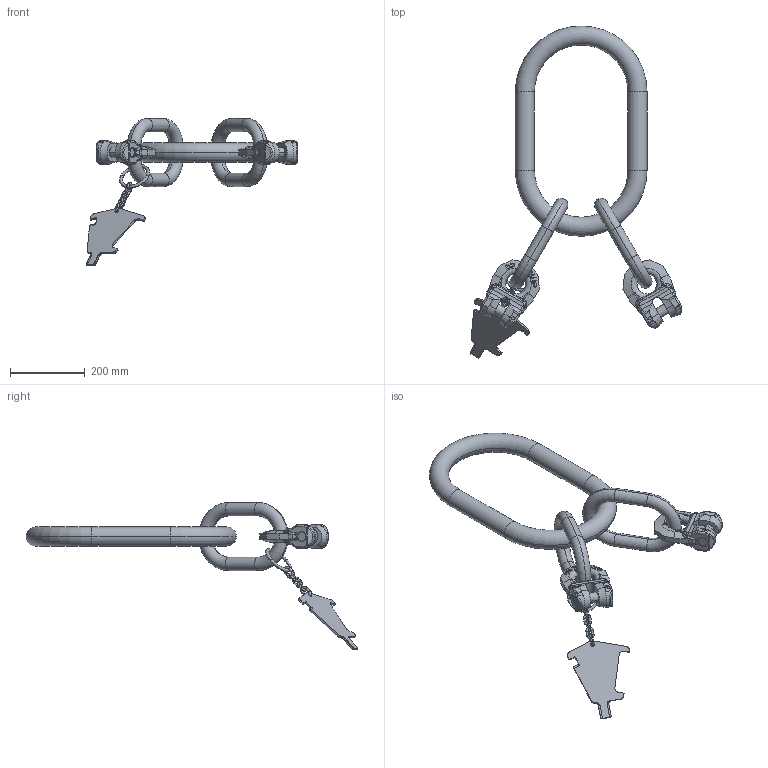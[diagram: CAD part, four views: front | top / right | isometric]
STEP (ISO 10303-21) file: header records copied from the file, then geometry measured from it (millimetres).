
FILE_DESCRIPTION((''),'2;1');
FILE_NAME('001-M32395-P-5_ASM','2014-10-24T',('Andreas.Wendler'),(''),'PRO/ENGINEER BY PARAMETRIC TECHNOLOGY CORPORATION, 2010140','PRO/ENGINEER BY PARAMETRIC TECHNOLOGY CORPORATION, 2010140','');
FILE_SCHEMA(('CONFIG_CONTROL_DESIGN'));
Length unit declared in the file: millimetre
Products named in the file (21): 001-M32082-P-5; 001-M34472-P-7; 001-M31128-V04; 001-M31561-P-1; 001-M31129-P-2; 001-M31182-001; 001-M31182-003_ASM; 001-M31561-P-1_ASM; 001-M31494-P-1; 001-M34472-P-7_ASM; 001-M31128-V04_AF0; 001-M31561-P-1_AF1; 001-M31129-P-2_AF0; 001-M31182-001_AF2; 001-M31182-001_AF1; 001-M31182-001_AF0; 001-M31182-003_AF0_ASM; 001-M31129-P-2_AF1; 001-M31561-P-1_AF0_ASM; 001-M34472-P-7_AF0_ASM; 001-M32395-P-5_ASM
Assembly tree (25 placements, depth 5):
  001-M32395-P-5_ASM
    001-M32082-P-5
    001-M34472-P-7_ASM
      001-M34472-P-7
      001-M31128-V04
      001-M31561-P-1_ASM
        001-M31561-P-1
        001-M31129-P-2  x2
        001-M31182-003_ASM
          001-M31182-001  x3
      001-M31494-P-1
    001-M34472-P-7_AF0_ASM
      001-M34472-P-7
      001-M31128-V04_AF0
      001-M31561-P-1_AF0_ASM
        001-M31561-P-1_AF1
        001-M31129-P-2_AF0
        001-M31182-003_AF0_ASM
          001-M31182-001_AF2
          001-M31182-001_AF1
          001-M31182-001_AF0
        001-M31129-P-2_AF1
      001-M31494-P-1
Bounding box: 566.5 x 886.78 x 392.93 mm (x, y, z)
Volume: 5261088.7 mm3; surface area: 531755.8 mm2
Topology: 12 solids, 12 shells, 1083 faces, 2833 edges, 1788 vertices
Faces by surface type: plane 624, cylinder 213, bspline 124, torus 64, cone 42, sphere 16
Entity records: 21495 total; most frequent: CARTESIAN_POINT 8129, ORIENTED_EDGE 3016, DIRECTION 2305, EDGE_CURVE 1508, VERTEX_POINT 954, AXIS2_PLACEMENT_3D 875, B_SPLINE_CURVE_WITH_KNOTS 658, EDGE_LOOP 594
